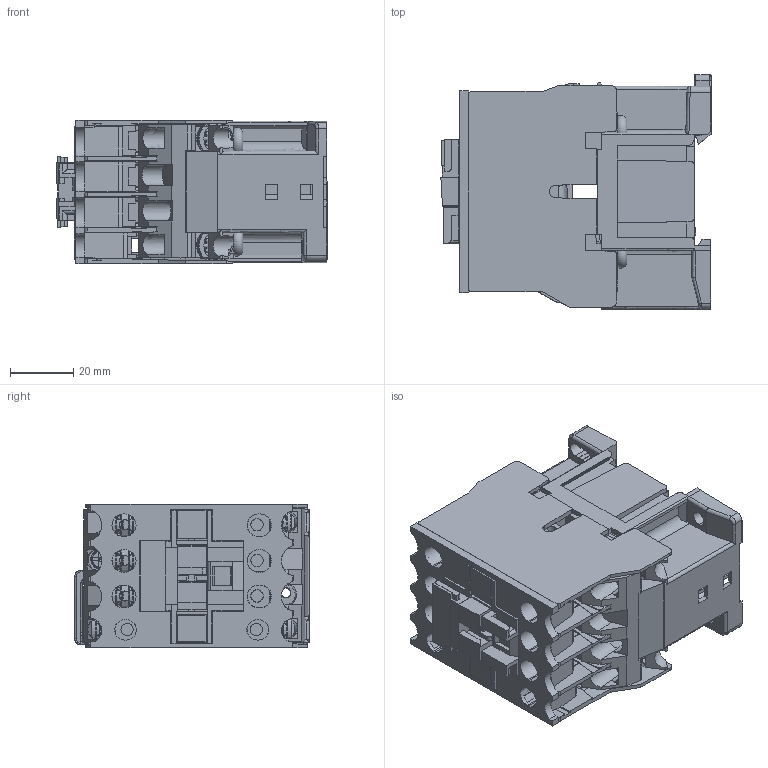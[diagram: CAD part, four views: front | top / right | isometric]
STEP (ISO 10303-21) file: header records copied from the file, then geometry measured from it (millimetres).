
FILE_DESCRIPTION((''),'2;1');
FILE_NAME('2400057BAO_SW0001','2020-09-02T',('xuping'),(''),'CREO PARAMETRIC BY PTC INC, 2015480','CREO PARAMETRIC BY PTC INC, 2015480','');
FILE_SCHEMA(('CONFIG_CONTROL_DESIGN'));
Products named in the file (1): 2400057BAO_SW0001
Bounding box: 85.79 x 74.5 x 45.7 mm (x, y, z)
Surface area: 107195.8 mm2 (no closed solid volume)
Topology: 0 solids, 0 shells, 3601 faces, 21306 edges, 21166 vertices
Faces by surface type: bspline 3467, torus 124, sphere 10
Entity records: 574853 total; most frequent: CARTESIAN_POINT 334122, DIRECTION 30147, TRIMMED_CURVE 28497, VECTOR 27115, LINE 27115, DEFINITIONAL_REPRESENTATION 21050, PCURVE 21050, COMPOSITE_CURVE_SEGMENT 21050
